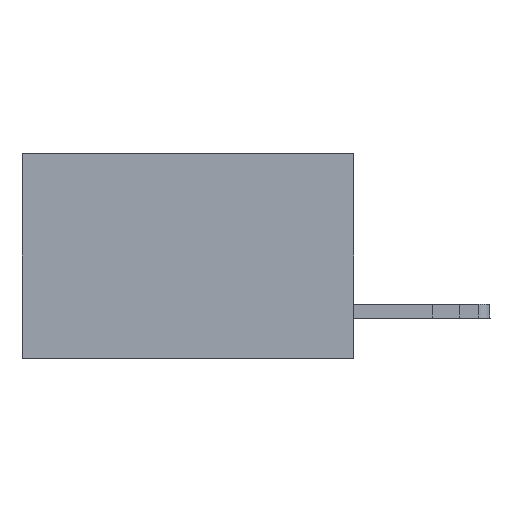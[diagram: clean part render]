
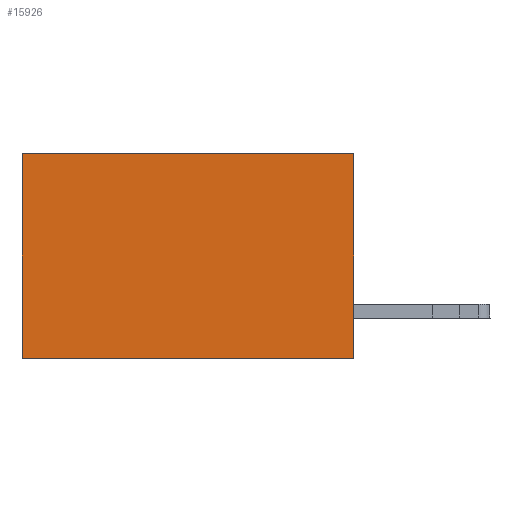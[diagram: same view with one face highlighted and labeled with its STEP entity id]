
A CAD part, left-side view. The second image highlights one B-rep face of the part: STEP entity #15926.
In plain terms, the highlighted planar face has unit normal (-1, 0, 0).
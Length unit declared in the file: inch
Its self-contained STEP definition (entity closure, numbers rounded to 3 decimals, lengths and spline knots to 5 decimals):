
#198 = VERTEX_POINT ( 'NONE', #15128 ) ;
#675 = ORIENTED_EDGE ( 'NONE', *, *, #16961, .F. ) ;
#1336 = ORIENTED_EDGE ( 'NONE', *, *, #11510, .T. ) ;
#1337 = LINE ( 'NONE', #18095, #21427 ) ;
#2225 = DIRECTION ( 'NONE',  ( 0., 0., -1. ) ) ;
#4433 = VERTEX_POINT ( 'NONE', #13598 ) ;
#4495 = VECTOR ( 'NONE', #2225, 39.37008 ) ;
#4786 = EDGE_CURVE ( 'NONE', #15404, #4433, #18142, .T. ) ;
#5167 = LINE ( 'NONE', #8213, #4495 ) ;
#5737 = AXIS2_PLACEMENT_3D ( 'NONE', #16590, #18492, #7021 ) ;
#6152 = FACE_OUTER_BOUND ( 'NONE', #16910, .T. ) ;
#7021 = DIRECTION ( 'NONE',  ( 0., 0., -1. ) ) ;
#7446 = ORIENTED_EDGE ( 'NONE', *, *, #4786, .F. ) ;
#7941 = VECTOR ( 'NONE', #10255, 39.37008 ) ;
#8127 = DIRECTION ( 'NONE',  ( 0., 1., 0. ) ) ;
#8213 = CARTESIAN_POINT ( 'NONE',  ( 0.2875, 0., 0. ) ) ;
#10131 = CARTESIAN_POINT ( 'NONE',  ( 0.2875, 0., 0. ) ) ;
#10255 = DIRECTION ( 'NONE',  ( 0., 1., 0. ) ) ;
#11510 = EDGE_CURVE ( 'NONE', #22820, #198, #14933, .T. ) ;
#11619 = EDGE_CURVE ( 'NONE', #198, #4433, #1337, .T. ) ;
#11796 = CARTESIAN_POINT ( 'NONE',  ( 0.2875, 0., -0.37 ) ) ;
#11922 = ORIENTED_EDGE ( 'NONE', *, *, #11619, .T. ) ;
#13598 = CARTESIAN_POINT ( 'NONE',  ( 0.2875, 0.6, -0.37 ) ) ;
#14672 = PLANE ( 'NONE',  #5737 ) ;
#14933 = LINE ( 'NONE', #10131, #19977 ) ;
#15128 = CARTESIAN_POINT ( 'NONE',  ( 0.2875, 0.6, 0. ) ) ;
#15404 = VERTEX_POINT ( 'NONE', #20074 ) ;
#15926 = ADVANCED_FACE ( 'NONE', ( #6152 ), #14672, .F. ) ;
#16590 = CARTESIAN_POINT ( 'NONE',  ( 0.2875, 0., 0. ) ) ;
#16910 = EDGE_LOOP ( 'NONE', ( #11922, #7446, #675, #1336 ) ) ;
#16961 = EDGE_CURVE ( 'NONE', #22820, #15404, #5167, .T. ) ;
#18095 = CARTESIAN_POINT ( 'NONE',  ( 0.2875, 0.6, 0. ) ) ;
#18142 = LINE ( 'NONE', #11796, #7941 ) ;
#18492 = DIRECTION ( 'NONE',  ( 1., 0., 0. ) ) ;
#19977 = VECTOR ( 'NONE', #8127, 39.37008 ) ;
#20074 = CARTESIAN_POINT ( 'NONE',  ( 0.2875, 0., -0.37 ) ) ;
#21427 = VECTOR ( 'NONE', #23755, 39.37008 ) ;
#22820 = VERTEX_POINT ( 'NONE', #23806 ) ;
#23755 = DIRECTION ( 'NONE',  ( 0., 0., -1. ) ) ;
#23806 = CARTESIAN_POINT ( 'NONE',  ( 0.2875, 0., 0. ) ) ;
